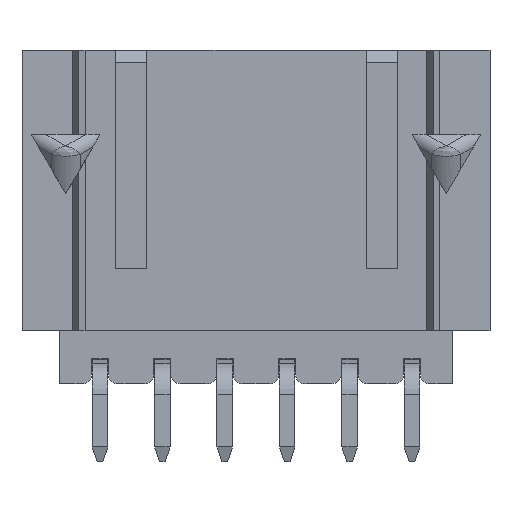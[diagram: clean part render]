
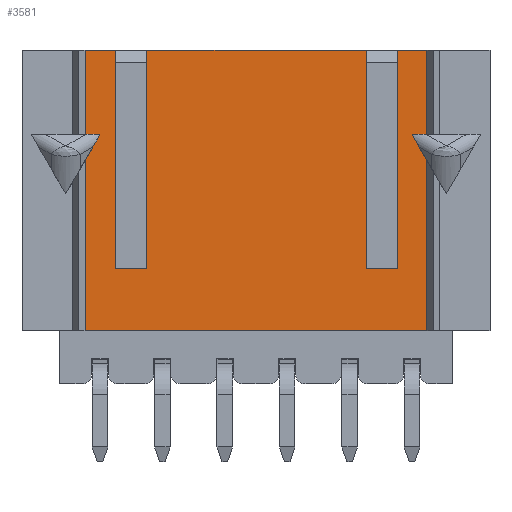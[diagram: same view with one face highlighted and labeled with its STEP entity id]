
A CAD part, front view. The second image highlights one B-rep face of the part: STEP entity #3581.
In plain terms, the highlighted planar face has unit normal (0, -1, 0).
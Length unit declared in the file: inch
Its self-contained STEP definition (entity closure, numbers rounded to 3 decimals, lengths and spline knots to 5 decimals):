
#435=DIRECTION('',(1.,0.,0.));
#436=VECTOR('',#435,0.548);
#437=CARTESIAN_POINT('',(-0.274,-0.1,-0.225));
#438=LINE('',#437,#436);
#691=DIRECTION('',(0.5,0.,-0.866));
#692=VECTOR('',#691,0.048);
#693=CARTESIAN_POINT('',(0.25,-0.1,0.08975));
#694=LINE('',#693,#692);
#695=DIRECTION('',(0.,0.,-1.));
#696=VECTOR('',#695,0.27319);
#697=CARTESIAN_POINT('',(0.274,-0.1,0.04819));
#698=LINE('',#697,#696);
#699=DIRECTION('',(0.,0.,-1.));
#700=VECTOR('',#699,0.27319);
#701=CARTESIAN_POINT('',(-0.274,-0.1,0.04819));
#702=LINE('',#701,#700);
#703=DIRECTION('',(0.5,0.,0.866));
#704=VECTOR('',#703,0.048);
#705=CARTESIAN_POINT('',(-0.274,-0.1,0.04819));
#706=LINE('',#705,#704);
#707=DIRECTION('',(-1.,0.,0.));
#708=VECTOR('',#707,0.024);
#709=CARTESIAN_POINT('',(-0.25,-0.1,0.08975));
#710=LINE('',#709,#708);
#711=DIRECTION('',(0.,0.,-1.));
#712=VECTOR('',#711,0.13525);
#713=CARTESIAN_POINT('',(-0.274,-0.1,0.225));
#714=LINE('',#713,#712);
#715=DIRECTION('',(1.,0.,0.));
#716=VECTOR('',#715,0.049);
#717=CARTESIAN_POINT('',(-0.274,-0.1,0.225));
#718=LINE('',#717,#716);
#719=DIRECTION('',(0.,0.,-1.));
#720=VECTOR('',#719,0.35);
#721=CARTESIAN_POINT('',(-0.225,-0.1,0.225));
#722=LINE('',#721,#720);
#723=DIRECTION('',(1.,0.,0.));
#724=VECTOR('',#723,0.05);
#725=CARTESIAN_POINT('',(-0.225,-0.1,-0.125));
#726=LINE('',#725,#724);
#727=DIRECTION('',(0.,0.,-1.));
#728=VECTOR('',#727,0.35);
#729=CARTESIAN_POINT('',(-0.175,-0.1,0.225));
#730=LINE('',#729,#728);
#731=DIRECTION('',(1.,0.,0.));
#732=VECTOR('',#731,0.352);
#733=CARTESIAN_POINT('',(-0.175,-0.1,0.225));
#734=LINE('',#733,#732);
#735=DIRECTION('',(0.,0.,-1.));
#736=VECTOR('',#735,0.35);
#737=CARTESIAN_POINT('',(0.177,-0.1,0.225));
#738=LINE('',#737,#736);
#739=DIRECTION('',(-1.,0.,0.));
#740=VECTOR('',#739,0.05);
#741=CARTESIAN_POINT('',(0.227,-0.1,-0.125));
#742=LINE('',#741,#740);
#743=DIRECTION('',(0.,0.,-1.));
#744=VECTOR('',#743,0.35);
#745=CARTESIAN_POINT('',(0.227,-0.1,0.225));
#746=LINE('',#745,#744);
#747=DIRECTION('',(1.,0.,0.));
#748=VECTOR('',#747,0.047);
#749=CARTESIAN_POINT('',(0.227,-0.1,0.225));
#750=LINE('',#749,#748);
#751=DIRECTION('',(0.,0.,-1.));
#752=VECTOR('',#751,0.13525);
#753=CARTESIAN_POINT('',(0.274,-0.1,0.225));
#754=LINE('',#753,#752);
#755=DIRECTION('',(-1.,0.,0.));
#756=VECTOR('',#755,0.024);
#757=CARTESIAN_POINT('',(0.274,-0.1,0.08975));
#758=LINE('',#757,#756);
#2159=CARTESIAN_POINT('',(0.227,-0.1,0.225));
#2161=VERTEX_POINT('',#2159);
#2163=CARTESIAN_POINT('',(0.177,-0.1,0.225));
#2165=VERTEX_POINT('',#2163);
#2167=CARTESIAN_POINT('',(0.227,-0.1,-0.125));
#2168=VERTEX_POINT('',#2167);
#2169=CARTESIAN_POINT('',(0.177,-0.1,-0.125));
#2170=VERTEX_POINT('',#2169);
#2297=CARTESIAN_POINT('',(-0.274,-0.1,-0.225));
#2298=CARTESIAN_POINT('',(0.274,-0.1,-0.225));
#2299=VERTEX_POINT('',#2297);
#2300=VERTEX_POINT('',#2298);
#2303=CARTESIAN_POINT('',(-0.274,-0.1,0.225));
#2305=VERTEX_POINT('',#2303);
#2313=CARTESIAN_POINT('',(0.274,-0.1,0.225));
#2314=VERTEX_POINT('',#2313);
#2319=CARTESIAN_POINT('',(0.25,-0.1,0.08975));
#2320=CARTESIAN_POINT('',(0.274,-0.1,0.04819));
#2321=VERTEX_POINT('',#2319);
#2322=VERTEX_POINT('',#2320);
#2331=CARTESIAN_POINT('',(0.274,-0.1,0.08975));
#2332=VERTEX_POINT('',#2331);
#2337=CARTESIAN_POINT('',(-0.25,-0.1,0.08975));
#2338=CARTESIAN_POINT('',(-0.274,-0.1,0.08975));
#2339=VERTEX_POINT('',#2337);
#2340=VERTEX_POINT('',#2338);
#2349=CARTESIAN_POINT('',(-0.274,-0.1,0.04819));
#2350=VERTEX_POINT('',#2349);
#2415=CARTESIAN_POINT('',(-0.225,-0.1,0.225));
#2417=VERTEX_POINT('',#2415);
#2419=CARTESIAN_POINT('',(-0.175,-0.1,0.225));
#2421=VERTEX_POINT('',#2419);
#2423=CARTESIAN_POINT('',(-0.225,-0.1,-0.125));
#2424=CARTESIAN_POINT('',(-0.175,-0.1,-0.125));
#2425=VERTEX_POINT('',#2423);
#2426=VERTEX_POINT('',#2424);
#3546=CARTESIAN_POINT('',(-0.35,-0.1,0.225));
#3547=DIRECTION('',(0.,-1.,0.));
#3548=DIRECTION('',(0.,0.,-1.));
#3549=AXIS2_PLACEMENT_3D('',#3546,#3547,#3548);
#3550=PLANE('',#3549);
#3552=ORIENTED_EDGE('',*,*,#3551,.T.);
#3554=ORIENTED_EDGE('',*,*,#3553,.T.);
#3555=ORIENTED_EDGE('',*,*,#3161,.F.);
#3557=ORIENTED_EDGE('',*,*,#3556,.F.);
#3559=ORIENTED_EDGE('',*,*,#3558,.T.);
#3561=ORIENTED_EDGE('',*,*,#3560,.T.);
#3563=ORIENTED_EDGE('',*,*,#3562,.F.);
#3564=ORIENTED_EDGE('',*,*,#3498,.T.);
#3566=ORIENTED_EDGE('',*,*,#3565,.T.);
#3567=ORIENTED_EDGE('',*,*,#3297,.T.);
#3568=ORIENTED_EDGE('',*,*,#3537,.F.);
#3569=ORIENTED_EDGE('',*,*,#3459,.T.);
#3571=ORIENTED_EDGE('',*,*,#3570,.T.);
#3572=ORIENTED_EDGE('',*,*,#3321,.F.);
#3573=ORIENTED_EDGE('',*,*,#3439,.F.);
#3574=ORIENTED_EDGE('',*,*,#3475,.T.);
#3576=ORIENTED_EDGE('',*,*,#3575,.T.);
#3578=ORIENTED_EDGE('',*,*,#3577,.T.);
#3579=EDGE_LOOP('',(#3552,#3554,#3555,#3557,#3559,#3561,#3563,#3564,#3566,#3567,
#3568,#3569,#3571,#3572,#3573,#3574,#3576,#3578));
#3580=FACE_OUTER_BOUND('',#3579,.F.);
#3581=ADVANCED_FACE('',(#3580),#3550,.T.);
#3161=EDGE_CURVE('',#2299,#2300,#438,.T.);
#3297=EDGE_CURVE('',#2425,#2426,#726,.T.);
#3321=EDGE_CURVE('',#2168,#2170,#742,.T.);
#3439=EDGE_CURVE('',#2161,#2168,#746,.T.);
#3459=EDGE_CURVE('',#2421,#2165,#734,.T.);
#3475=EDGE_CURVE('',#2161,#2314,#750,.T.);
#3498=EDGE_CURVE('',#2305,#2417,#718,.T.);
#3537=EDGE_CURVE('',#2421,#2426,#730,.T.);
#3551=EDGE_CURVE('',#2321,#2322,#694,.T.);
#3553=EDGE_CURVE('',#2322,#2300,#698,.T.);
#3556=EDGE_CURVE('',#2350,#2299,#702,.T.);
#3558=EDGE_CURVE('',#2350,#2339,#706,.T.);
#3560=EDGE_CURVE('',#2339,#2340,#710,.T.);
#3562=EDGE_CURVE('',#2305,#2340,#714,.T.);
#3565=EDGE_CURVE('',#2417,#2425,#722,.T.);
#3570=EDGE_CURVE('',#2165,#2170,#738,.T.);
#3575=EDGE_CURVE('',#2314,#2332,#754,.T.);
#3577=EDGE_CURVE('',#2332,#2321,#758,.T.);
